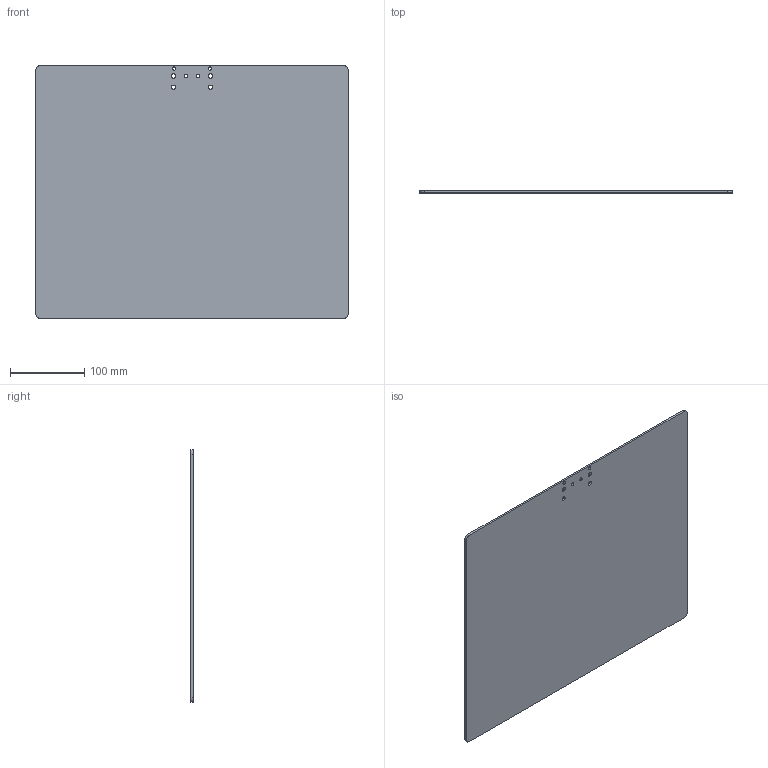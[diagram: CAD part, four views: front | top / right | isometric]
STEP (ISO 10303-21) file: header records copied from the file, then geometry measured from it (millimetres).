
FILE_DESCRIPTION (( 'STEP AP214' ), '1' );
FILE_NAME ('01112986-C002139-CGB-050-抯玹峎梓隅啣-B.STEP', '2022-10-08T10:03:37', ( '' ), ( '' ), 'SwSTEP 2.0', 'SolidWorks 2017', '' );
FILE_SCHEMA (( 'AUTOMOTIVE_DESIGN' ));
Length unit declared in the file: millimetre
Products named in the file (1): 01112986-C002139-CGB-050-抯玹峎梓隅啣-B
Bounding box: 420 x 3 x 340 mm (x, y, z)
Volume: 424327.1 mm3; surface area: 290428 mm2
Topology: 1 solids, 1 shells, 324 faces, 838 edges, 560 vertices
Faces by surface type: plane 204, bspline 88, cylinder 32
Full cylindrical faces by diameter (mm): 4.5 x4, 5.8 x4, 47 x20
Entity records: 15301 total; most frequent: CARTESIAN_POINT 7591, ORIENTED_EDGE 1612, DIRECTION 1168, EDGE_CURVE 806, LINE 566, VECTOR 566, VERTEX_POINT 556, EDGE_LOOP 412
